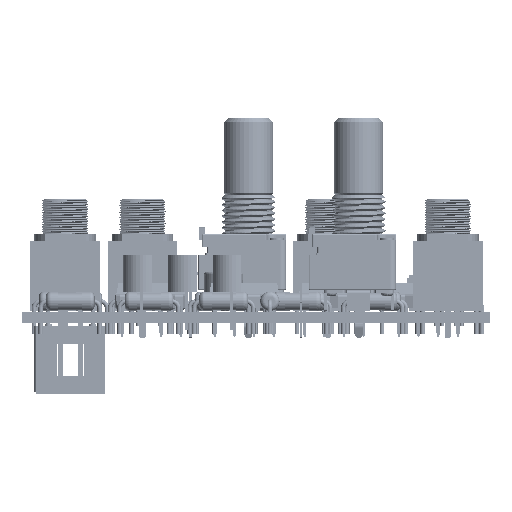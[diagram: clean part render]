
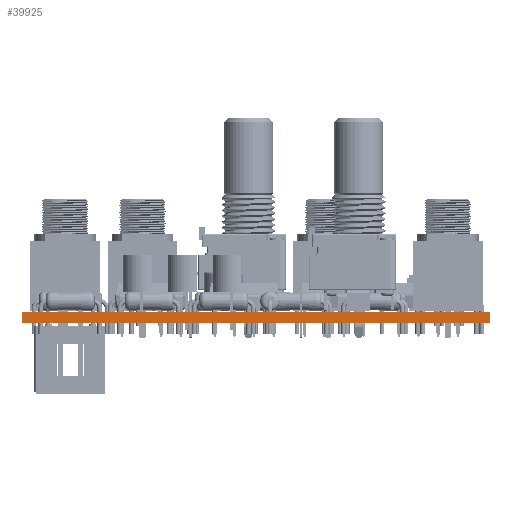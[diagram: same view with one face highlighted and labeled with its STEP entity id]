
A CAD part, front view. The second image highlights one B-rep face of the part: STEP entity #39925.
In plain terms, the highlighted planar face has unit normal (0, -1, 0).
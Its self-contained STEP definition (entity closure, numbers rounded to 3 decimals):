
#39925 = ADVANCED_FACE('',(#39926),#39960,.T.);
#39926 = FACE_BOUND('',#39927,.T.);
#39927 = EDGE_LOOP('',(#39928,#39938,#39946,#39954));
#39928 = ORIENTED_EDGE('',*,*,#39929,.T.);
#39929 = EDGE_CURVE('',#39930,#39932,#39934,.T.);
#39930 = VERTEX_POINT('',#39931);
#39931 = CARTESIAN_POINT('',(74.46,-124.52,0.));
#39932 = VERTEX_POINT('',#39933);
#39933 = CARTESIAN_POINT('',(74.46,-124.52,1.51));
#39934 = LINE('',#39935,#39936);
#39935 = CARTESIAN_POINT('',(74.46,-124.52,0.));
#39936 = VECTOR('',#39937,1.);
#39937 = DIRECTION('',(0.,0.,1.));
#39938 = ORIENTED_EDGE('',*,*,#39939,.T.);
#39939 = EDGE_CURVE('',#39932,#39940,#39942,.T.);
#39940 = VERTEX_POINT('',#39941);
#39941 = CARTESIAN_POINT('',(13.96,-124.52,1.51));
#39942 = LINE('',#39943,#39944);
#39943 = CARTESIAN_POINT('',(74.46,-124.52,1.51));
#39944 = VECTOR('',#39945,1.);
#39945 = DIRECTION('',(-1.,0.,0.));
#39946 = ORIENTED_EDGE('',*,*,#39947,.F.);
#39947 = EDGE_CURVE('',#39948,#39940,#39950,.T.);
#39948 = VERTEX_POINT('',#39949);
#39949 = CARTESIAN_POINT('',(13.96,-124.52,0.));
#39950 = LINE('',#39951,#39952);
#39951 = CARTESIAN_POINT('',(13.96,-124.52,0.));
#39952 = VECTOR('',#39953,1.);
#39953 = DIRECTION('',(0.,0.,1.));
#39954 = ORIENTED_EDGE('',*,*,#39955,.F.);
#39955 = EDGE_CURVE('',#39930,#39948,#39956,.T.);
#39956 = LINE('',#39957,#39958);
#39957 = CARTESIAN_POINT('',(74.46,-124.52,0.));
#39958 = VECTOR('',#39959,1.);
#39959 = DIRECTION('',(-1.,0.,0.));
#39960 = PLANE('',#39961);
#39961 = AXIS2_PLACEMENT_3D('',#39962,#39963,#39964);
#39962 = CARTESIAN_POINT('',(74.46,-124.52,0.));
#39963 = DIRECTION('',(0.,-1.,0.));
#39964 = DIRECTION('',(-1.,0.,0.));
